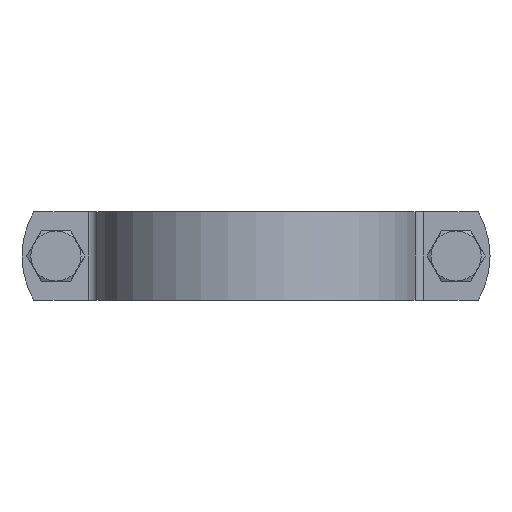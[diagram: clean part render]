
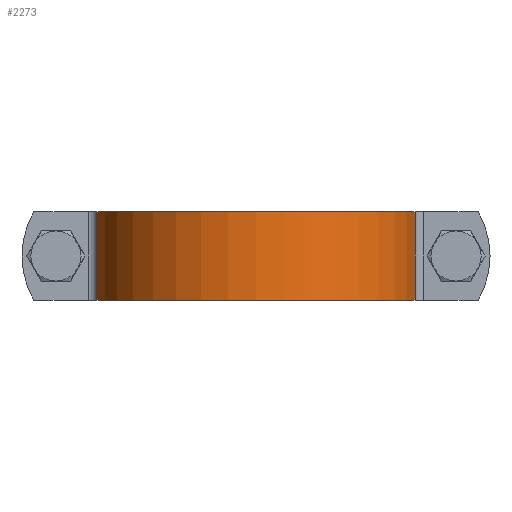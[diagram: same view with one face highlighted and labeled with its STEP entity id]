
A CAD part, front view. The second image highlights one B-rep face of the part: STEP entity #2273.
In plain terms, the highlighted cylindrical face has radius 55 mm (diameter 110 mm), a partial arc.
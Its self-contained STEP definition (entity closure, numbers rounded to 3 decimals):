
#2198=CARTESIAN_POINT('',(-53.908,-10.905,15.0));
#2199=VERTEX_POINT('',#2198);
#2234=CARTESIAN_POINT('',(0.,0.,0.0));
#2235=DIRECTION('',(0.0,0.0,-1.0));
#2236=DIRECTION('',(0.98,-0.198,0.0));
#2237=AXIS2_PLACEMENT_3D('',#2234,#2235,#2236);
#2238=CYLINDRICAL_SURFACE('',#2237,55.);
#2239=CARTESIAN_POINT('',(-53.908,-10.905,-15.0));
#2240=VERTEX_POINT('',#2239);
#2241=CARTESIAN_POINT('',(-53.908,-10.905,-15.0));
#2242=DIRECTION('',(0.0,0.0,1.0));
#2243=VECTOR('',#2242,30.0);
#2244=LINE('',#2241,#2243);
#2245=EDGE_CURVE('',#2240,#2199,#2244,.T.);
#2246=ORIENTED_EDGE('',*,*,#2245,.F.);
#2247=CARTESIAN_POINT('',(53.908,-10.905,-15.0));
#2248=VERTEX_POINT('',#2247);
#2249=CARTESIAN_POINT('',(0.,0.,-15.0));
#2250=DIRECTION('',(0.0,0.0,-1.0));
#2251=DIRECTION('',(0.98,-0.198,0.0));
#2252=AXIS2_PLACEMENT_3D('',#2249,#2250,#2251);
#2253=CIRCLE('',#2252,55.);
#2254=EDGE_CURVE('',#2248,#2240,#2253,.T.);
#2255=ORIENTED_EDGE('',*,*,#2254,.F.);
#2256=CARTESIAN_POINT('',(53.908,-10.905,15.0));
#2257=VERTEX_POINT('',#2256);
#2258=CARTESIAN_POINT('',(53.908,-10.905,-15.0));
#2259=DIRECTION('',(0.0,0.0,1.0));
#2260=VECTOR('',#2259,30.0);
#2261=LINE('',#2258,#2260);
#2262=EDGE_CURVE('',#2248,#2257,#2261,.T.);
#2263=ORIENTED_EDGE('',*,*,#2262,.T.);
#2264=CARTESIAN_POINT('',(0.,0.,15.0));
#2265=DIRECTION('',(0.0,0.0,1.0));
#2266=DIRECTION('',(-0.98,-0.198,0.0));
#2267=AXIS2_PLACEMENT_3D('',#2264,#2265,#2266);
#2268=CIRCLE('',#2267,55.);
#2269=EDGE_CURVE('',#2199,#2257,#2268,.T.);
#2270=ORIENTED_EDGE('',*,*,#2269,.F.);
#2271=EDGE_LOOP('',(#2246,#2255,#2263,#2270));
#2272=FACE_OUTER_BOUND('',#2271,.T.);
#2273=ADVANCED_FACE('',(#2272),#2238,.T.);
